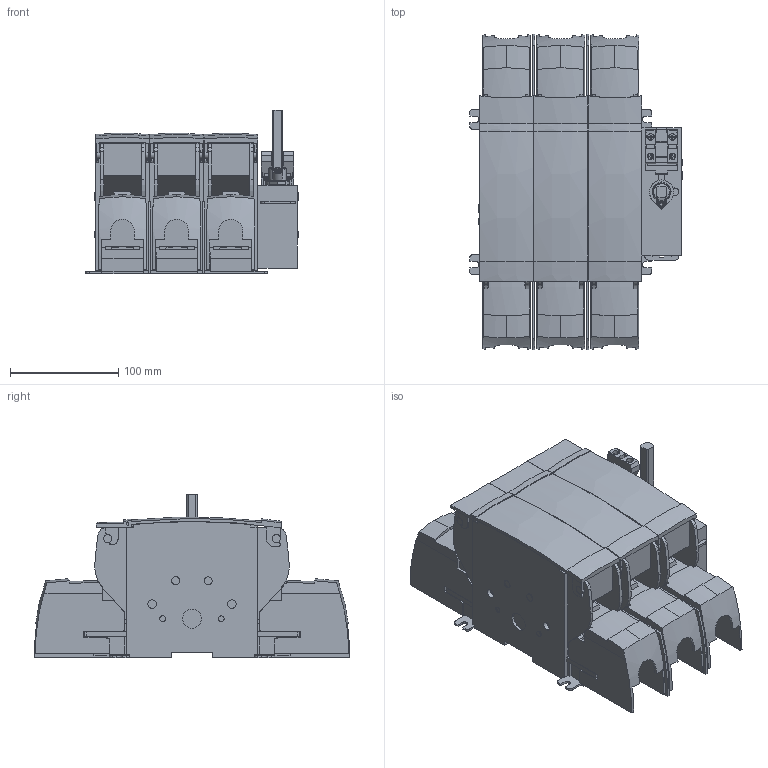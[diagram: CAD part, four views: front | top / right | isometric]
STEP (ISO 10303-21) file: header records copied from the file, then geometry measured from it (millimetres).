
FILE_DESCRIPTION(/* description */ (''),/* implementation_level */ '2;1');
FILE_NAME(/* name */ 'fuserbloc_ul200aa.stp',/* time_stamp */ '2012-01-16T20:05:14+01:00',/* author */ (''),/* organization */ (''),/* preprocessor_version */ 'ST-DEVELOPER v11',/* originating_system */ 'SIEMENS PLM Software NX 7.5',/* authorisation */ '');
FILE_SCHEMA (('CONFIG_CONTROL_DESIGN'));
Products named in the file (1): fuserbloc_ul200a_stp
Bounding box: 196.2 x 291.23 x 150.85 mm (x, y, z)
Volume: 3262991.8 mm3; surface area: 593702.6 mm2
Topology: 25 solids, 27 shells, 2451 faces, 6764 edges, 4490 vertices
Faces by surface type: plane 1915, cylinder 375, bspline 115, cone 33, extrusion 6, revolution 6, torus 1
Full cylindrical faces by diameter (mm): 2.5 x1, 2.6 x6, 3.3 x1, 5 x1, 5.15 x2, 5.2 x6, 5.3 x6, 5.35 x2, 5.8 x4, 6 x2, 7 x6, 7.2 x1, 7.3 x7, 7.5 x20, 8 x13, 11 x6, 15.3 x1, 15.8 x1, 16 x1, 17.5 x6
Entity records: 80343 total; most frequent: CARTESIAN_POINT 18986, ORIENTED_EDGE 13232, DIRECTION 11666, EDGE_CURVE 6616, VECTOR 5074, LINE 5068, VERTEX_POINT 4441, AXIS2_PLACEMENT_3D 3293
